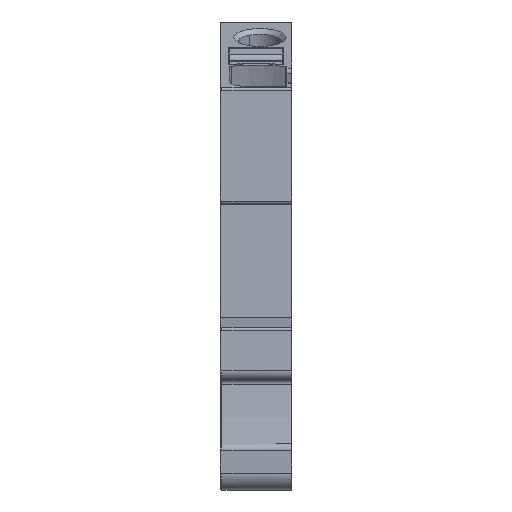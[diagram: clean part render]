
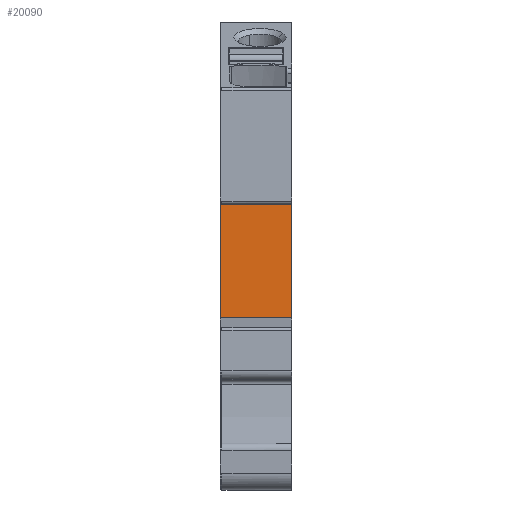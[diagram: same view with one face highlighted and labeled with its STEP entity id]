
A CAD part, front view. The second image highlights one B-rep face of the part: STEP entity #20090.
In plain terms, the highlighted planar face has unit normal (0, -1, 0).
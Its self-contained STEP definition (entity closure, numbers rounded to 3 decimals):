
#20077=AXIS2_PLACEMENT_3D('Plane Axis2P3D',#20074,#20075,#20076) ;
#13363=CARTESIAN_POINT('Vertex',(0.,12.766,19.45)) ;
#13366=CARTESIAN_POINT('Line Origine',(0.,12.766,25.875)) ;
#13370=CARTESIAN_POINT('Vertex',(0.,12.766,32.3)) ;
#16865=CARTESIAN_POINT('Vertex',(8.05,12.766,32.3)) ;
#16868=CARTESIAN_POINT('Line Origine',(8.05,12.766,25.875)) ;
#16872=CARTESIAN_POINT('Vertex',(8.05,12.766,19.45)) ;
#20062=CARTESIAN_POINT('Line Origine',(4.025,12.766,19.45)) ;
#20074=CARTESIAN_POINT('Axis2P3D Location',(0.,12.766,32.3)) ;
#20079=CARTESIAN_POINT('Line Origine',(4.025,12.766,32.3)) ;
#13367=DIRECTION('Vector Direction',(0.,0.,-1.)) ;
#16869=DIRECTION('Vector Direction',(0.,0.,1.)) ;
#20063=DIRECTION('Vector Direction',(1.,0.,0.)) ;
#20075=DIRECTION('Axis2P3D Direction',(0.,-1.,0.)) ;
#20076=DIRECTION('Axis2P3D XDirection',(0.,0.,-1.)) ;
#20080=DIRECTION('Vector Direction',(1.,0.,0.)) ;
#13368=VECTOR('Line Direction',#13367,1.) ;
#16870=VECTOR('Line Direction',#16869,1.) ;
#20064=VECTOR('Line Direction',#20063,1.) ;
#20081=VECTOR('Line Direction',#20080,1.) ;
#20085=ORIENTED_EDGE('',*,*,#20083,.F.) ;
#20086=ORIENTED_EDGE('',*,*,#13372,.F.) ;
#20087=ORIENTED_EDGE('',*,*,#20066,.T.) ;
#20088=ORIENTED_EDGE('',*,*,#16874,.F.) ;
#20090=ADVANCED_FACE('MLD_AITB_6_BB_2C_PE',(#20089),#20078,.T.) ;
#13372=EDGE_CURVE('',#13364,#13371,#13369,.F.) ;
#16874=EDGE_CURVE('',#16866,#16873,#16871,.F.) ;
#20066=EDGE_CURVE('',#13364,#16873,#20065,.T.) ;
#20083=EDGE_CURVE('',#13371,#16866,#20082,.T.) ;
#20084=EDGE_LOOP('',(#20085,#20086,#20087,#20088)) ;
#20089=FACE_OUTER_BOUND('',#20084,.T.) ;
#13369=LINE('Line',#13366,#13368) ;
#16871=LINE('Line',#16868,#16870) ;
#20065=LINE('Line',#20062,#20064) ;
#20082=LINE('Line',#20079,#20081) ;
#20078=PLANE('',#20077) ;
#13364=VERTEX_POINT('',#13363) ;
#13371=VERTEX_POINT('',#13370) ;
#16866=VERTEX_POINT('',#16865) ;
#16873=VERTEX_POINT('',#16872) ;
